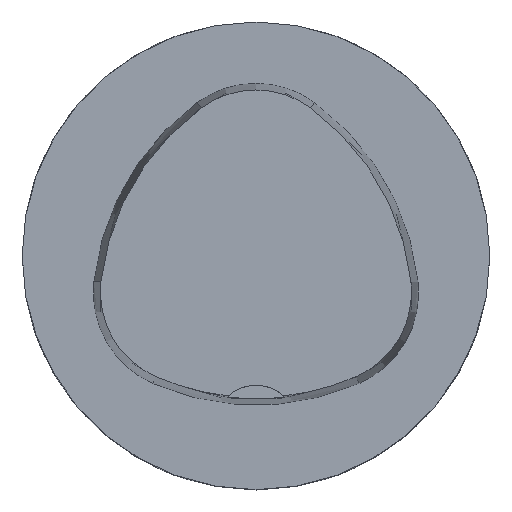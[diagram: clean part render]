
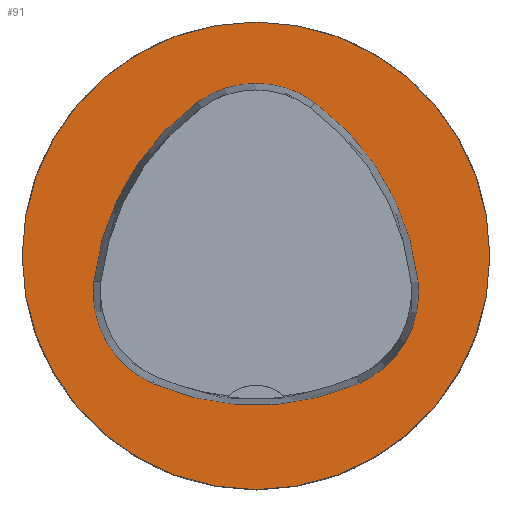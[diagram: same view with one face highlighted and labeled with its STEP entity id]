
A CAD part, top view. The second image highlights one B-rep face of the part: STEP entity #91.
In plain terms, the highlighted planar face has unit normal (0, 0, 1).
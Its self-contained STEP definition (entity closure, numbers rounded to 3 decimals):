
#36=PLANE('',#506);
#91=ADVANCED_FACE('',(#145,#146),#36,.T.);
#115=CIRCLE('',#476,40.);
#116=CIRCLE('',#482,44.);
#118=CIRCLE('',#485,17.);
#120=CIRCLE('',#488,44.);
#122=CIRCLE('',#491,17.);
#126=CIRCLE('',#496,44.);
#128=CIRCLE('',#499,17.);
#145=FACE_BOUND('',#170,.T.);
#146=FACE_BOUND('',#171,.T.);
#170=EDGE_LOOP('',(#259,#260,#261,#262,#263,#264));
#171=EDGE_LOOP('',(#265));
#259=ORIENTED_EDGE('',*,*,#390,.T.);
#260=ORIENTED_EDGE('',*,*,#370,.T.);
#261=ORIENTED_EDGE('',*,*,#374,.T.);
#262=ORIENTED_EDGE('',*,*,#377,.T.);
#263=ORIENTED_EDGE('',*,*,#380,.T.);
#264=ORIENTED_EDGE('',*,*,#388,.T.);
#265=ORIENTED_EDGE('',*,*,#361,.F.);
#322=VERTEX_POINT('',#704);
#331=VERTEX_POINT('',#723);
#332=VERTEX_POINT('',#724);
#335=VERTEX_POINT('',#732);
#337=VERTEX_POINT('',#738);
#339=VERTEX_POINT('',#744);
#346=VERTEX_POINT('',#765);
#361=EDGE_CURVE('',#322,#322,#115,.T.);
#370=EDGE_CURVE('',#331,#332,#116,.T.);
#374=EDGE_CURVE('',#332,#335,#118,.T.);
#377=EDGE_CURVE('',#335,#337,#120,.T.);
#380=EDGE_CURVE('',#337,#339,#122,.T.);
#388=EDGE_CURVE('',#339,#346,#126,.T.);
#390=EDGE_CURVE('',#346,#331,#128,.T.);
#476=AXIS2_PLACEMENT_3D('',#703,#553,#554);
#482=AXIS2_PLACEMENT_3D('',#722,#569,#570);
#485=AXIS2_PLACEMENT_3D('',#731,#577,#578);
#488=AXIS2_PLACEMENT_3D('',#737,#584,#585);
#491=AXIS2_PLACEMENT_3D('',#743,#591,#592);
#496=AXIS2_PLACEMENT_3D('',#766,#603,#604);
#499=AXIS2_PLACEMENT_3D('',#769,#609,#610);
#506=AXIS2_PLACEMENT_3D('',#777,#623,#624);
#553=DIRECTION('',(0.,0.,-1.));
#554=DIRECTION('',(-1.,0.,0.));
#569=DIRECTION('',(0.,0.,-1.));
#570=DIRECTION('',(-1.,0.,0.));
#577=DIRECTION('',(0.,0.,-1.));
#578=DIRECTION('',(-1.,0.,0.));
#584=DIRECTION('',(0.,0.,-1.));
#585=DIRECTION('',(-1.,0.,0.));
#591=DIRECTION('',(0.,0.,-1.));
#592=DIRECTION('',(-1.,0.,0.));
#603=DIRECTION('',(0.,0.,-1.));
#604=DIRECTION('',(-1.,0.,0.));
#609=DIRECTION('',(0.,0.,-1.));
#610=DIRECTION('',(-1.,0.,0.));
#623=DIRECTION('',(0.,0.,1.));
#624=DIRECTION('',(1.,0.,0.));
#703=CARTESIAN_POINT('',(0.,0.,0.));
#704=CARTESIAN_POINT('',(-40.,0.,0.));
#722=CARTESIAN_POINT('',(16.01,-9.224,0.));
#723=CARTESIAN_POINT('',(-27.722,-4.378,0.));
#724=CARTESIAN_POINT('',(-10.119,26.178,0.));
#731=CARTESIAN_POINT('',(-0.023,12.5,0.));
#732=CARTESIAN_POINT('',(10.049,26.194,0.));
#737=CARTESIAN_POINT('',(-16.021,-9.25,0.));
#738=CARTESIAN_POINT('',(27.71,-4.394,0.));
#743=CARTESIAN_POINT('',(10.814,-6.27,0.));
#744=CARTESIAN_POINT('',(17.611,-21.852,0.));
#765=CARTESIAN_POINT('',(-17.652,-21.819,0.));
#766=CARTESIAN_POINT('',(0.017,18.477,0.));
#769=CARTESIAN_POINT('',(-10.825,-6.25,0.));
#777=CARTESIAN_POINT('',(0.,0.,0.));
